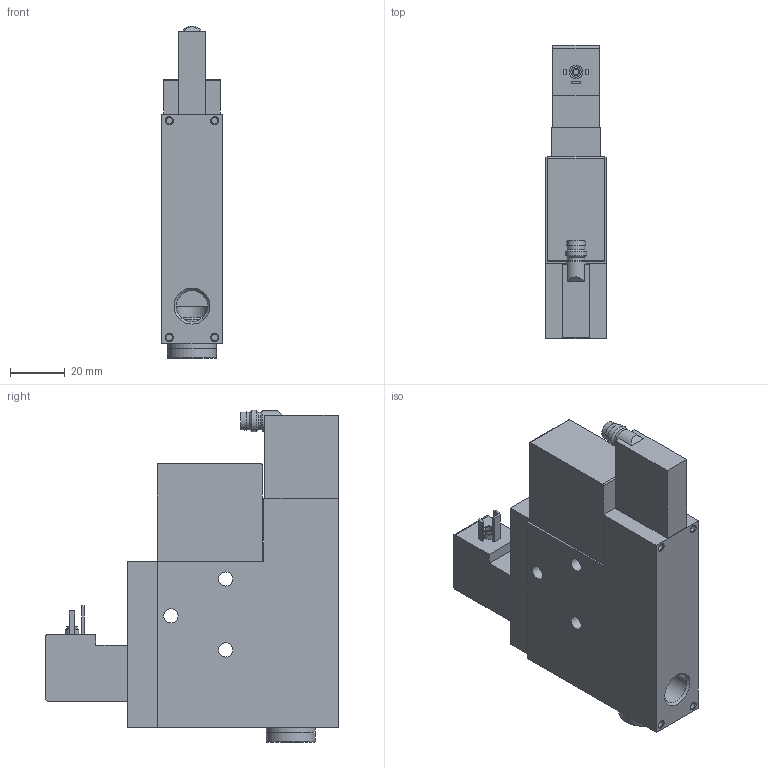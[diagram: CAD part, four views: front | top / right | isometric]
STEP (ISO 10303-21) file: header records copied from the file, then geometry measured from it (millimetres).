
FILE_DESCRIPTION(/* description */ ('STEP AP214'),/* implementation_level */ '2;1');
FILE_NAME(/* name */ '162519_VADM-140-N',/* time_stamp */ '2024-09-16T06:18:22+02:00',/* author */ ('License CC BY-ND 4.0'),/* organization */ ('CADENAS'),/* preprocessor_version */ 'ST-DEVELOPER v19.3',/* originating_system */ 'PARTsolutions',/* authorisation */ ' ');
FILE_SCHEMA (('AUTOMOTIVE_DESIGN {1 0 10303 214 3 1 1}'));
Length unit declared in the file: millimetre
Products named in the file (3): 162519 VADM-140-N---(0); 162519 VADM-140-N---(0_p); 3569 B-1/4
Assembly tree (2 placements, depth 2):
  162519 VADM-140-N---(0)
    162519 VADM-140-N---(0_p)
    3569 B-1/4
Bounding box: 22 x 107.4 x 121.6 mm (x, y, z)
Volume: 160924.8 mm3; surface area: 31051.4 mm2
Topology: 2 solids, 2 shells, 123 faces, 263 edges, 168 vertices
Faces by surface type: plane 74, cylinder 32, cone 16, torus 1
Full cylindrical faces by diameter (mm): 1 x4, 2.013 x1, 2.459 x4, 2.5 x1, 3.8 x1, 5 x1, 5.2 x3, 5.5 x1, 6.5 x3, 7.4 x1, 8 x1, 8.566 x1, 11.445 x2, 13.157 x1, 16.2 x1, 18 x2
Entity records: 3868 total; most frequent: DIRECTION 541, CARTESIAN_POINT 530, ORIENTED_EDGE 430, EDGE_CURVE 215, AXIS2_PLACEMENT_3D 206, EDGE_LOOP 200, FACE_BOUND 200, VERTEX_POINT 165
